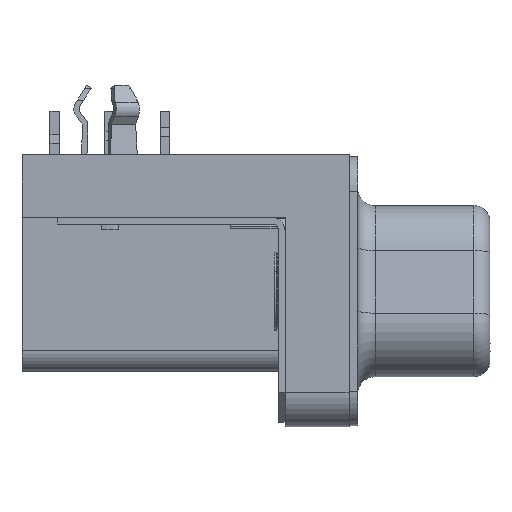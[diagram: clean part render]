
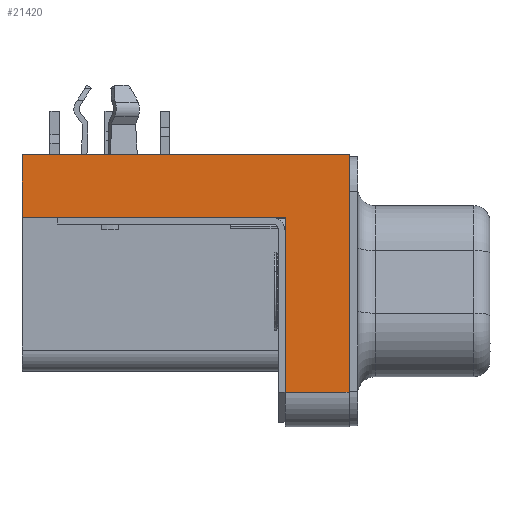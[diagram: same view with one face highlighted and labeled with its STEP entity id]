
A CAD part, left-side view. The second image highlights one B-rep face of the part: STEP entity #21420.
In plain terms, the highlighted planar face has unit normal (-1, 0, 0).
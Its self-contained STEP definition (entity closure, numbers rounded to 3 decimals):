
#207=DIRECTION('',(0.,0.,1.));
#208=VECTOR('',#207,10.95);
#209=CARTESIAN_POINT('',(-15.5,0.,-10.95));
#210=LINE('4629',#209,#208);
#300=DIRECTION('',(0.,1.,0.));
#301=VECTOR('',#300,15.08);
#302=CARTESIAN_POINT('',(-15.5,0.,0.));
#303=LINE('4646',#302,#301);
#338=DIRECTION('',(0.,0.,1.));
#339=VECTOR('',#338,2.9);
#340=CARTESIAN_POINT('',(-15.5,15.08,-2.9));
#341=LINE('4636',#340,#339);
#1352=DIRECTION('',(0.,0.,1.));
#1353=VECTOR('',#1352,8.05);
#1354=CARTESIAN_POINT('',(-15.5,2.95,-10.95));
#1355=LINE('4641',#1354,#1353);
#3180=DIRECTION('',(0.,1.,0.));
#3181=VECTOR('',#3180,12.13);
#3182=CARTESIAN_POINT('',(-15.5,2.95,-2.9));
#3183=LINE('4642',#3182,#3181);
#3184=DIRECTION('',(0.,1.,0.));
#3185=VECTOR('',#3184,2.95);
#3186=CARTESIAN_POINT('',(-15.5,0.,-10.95));
#3187=LINE('4635',#3186,#3185);
#13214=CARTESIAN_POINT('',(-15.5,0.,-10.95));
#13216=VERTEX_POINT('',#13214);
#13217=CARTESIAN_POINT('',(-15.5,0.,0.));
#13218=VERTEX_POINT('',#13217);
#13224=CARTESIAN_POINT('',(-15.5,2.95,-10.95));
#13226=VERTEX_POINT('',#13224);
#13227=CARTESIAN_POINT('',(-15.5,15.08,-2.9));
#13228=CARTESIAN_POINT('',(-15.5,15.08,0.));
#13229=VERTEX_POINT('',#13227);
#13230=VERTEX_POINT('',#13228);
#13241=CARTESIAN_POINT('',(-15.5,2.95,-2.9));
#13242=VERTEX_POINT('',#13241);
#21406=CARTESIAN_POINT('',(-15.5,0.,-10.95));
#21407=DIRECTION('',(-1.,0.,0.));
#21408=DIRECTION('',(0.,0.,1.));
#21409=AXIS2_PLACEMENT_3D('',#21406,#21407,#21408);
#21410=PLANE('3583',#21409);
#21411=ORIENTED_EDGE('4641',*,*,#17807,.T.);
#21413=ORIENTED_EDGE('4642',*,*,#21412,.T.);
#21414=ORIENTED_EDGE('4636',*,*,#16804,.T.);
#21415=ORIENTED_EDGE('4646',*,*,#16743,.F.);
#21416=ORIENTED_EDGE('4629',*,*,#16562,.F.);
#21417=ORIENTED_EDGE('4635',*,*,#21394,.T.);
#21418=EDGE_LOOP('3583',(#21411,#21413,#21414,#21415,#21416,#21417));
#21419=FACE_OUTER_BOUND('3583',#21418,.F.);
#21420=ADVANCED_FACE('3583',(#21419),#21410,.T.);
#16562=EDGE_CURVE('4629',#13216,#13218,#210,.T.);
#16743=EDGE_CURVE('4646',#13218,#13230,#303,.T.);
#16804=EDGE_CURVE('4636',#13229,#13230,#341,.T.);
#17807=EDGE_CURVE('4641',#13226,#13242,#1355,.T.);
#21394=EDGE_CURVE('4635',#13216,#13226,#3187,.T.);
#21412=EDGE_CURVE('4642',#13242,#13229,#3183,.T.);
